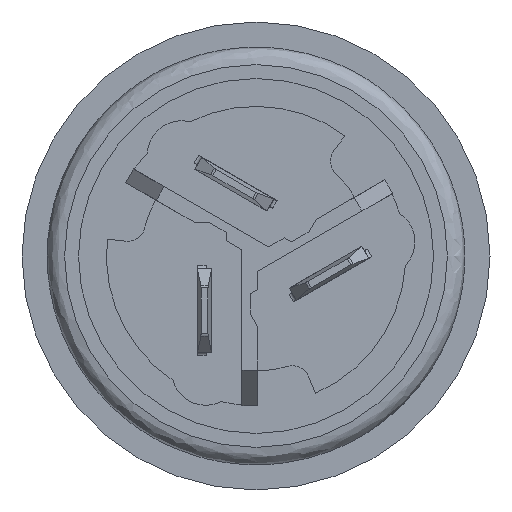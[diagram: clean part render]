
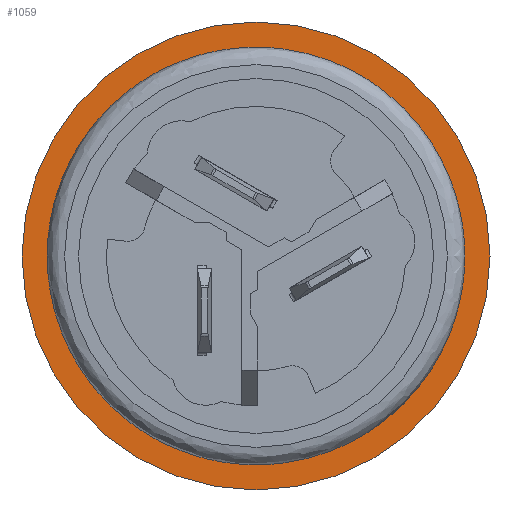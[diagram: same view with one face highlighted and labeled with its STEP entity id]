
A CAD part, front view. The second image highlights one B-rep face of the part: STEP entity #1059.
In plain terms, the highlighted planar face has unit normal (0, -1, 0).
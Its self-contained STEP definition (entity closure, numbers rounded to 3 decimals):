
#802=PLANE('',#3854);
#905=FACE_BOUND('',#1411,.T.);
#906=FACE_BOUND('',#1412,.T.);
#1059=ADVANCED_FACE('',(#905,#906),#802,.T.);
#1411=EDGE_LOOP('',(#2615));
#1412=EDGE_LOOP('',(#2616));
#2615=ORIENTED_EDGE('',*,*,#3366,.T.);
#2616=ORIENTED_EDGE('',*,*,#3365,.T.);
#2966=VERTEX_POINT('',#6223);
#2967=VERTEX_POINT('',#6226);
#3365=EDGE_CURVE('',#2966,#2966,#3482,.T.);
#3366=EDGE_CURVE('',#2967,#2967,#3483,.T.);
#3482=CIRCLE('',#3851,13.45);
#3483=CIRCLE('',#3853,11.);
#3851=AXIS2_PLACEMENT_3D('',#6222,#4573,#4574);
#3853=AXIS2_PLACEMENT_3D('',#6225,#4577,#4578);
#3854=AXIS2_PLACEMENT_3D('',#6227,#4579,#4580);
#4573=DIRECTION('',(0.,-1.,0.));
#4574=DIRECTION('',(1.,0.,0.));
#4577=DIRECTION('',(0.,1.,0.));
#4578=DIRECTION('',(1.,0.,0.));
#4579=DIRECTION('',(0.,-1.,0.));
#4580=DIRECTION('',(0.,0.,1.));
#6222=CARTESIAN_POINT('',(-87.287,-63.785,0.));
#6223=CARTESIAN_POINT('',(-73.837,-63.785,0.));
#6225=CARTESIAN_POINT('',(-87.287,-63.785,0.));
#6226=CARTESIAN_POINT('',(-76.287,-63.785,0.));
#6227=CARTESIAN_POINT('',(-72.492,-63.785,-14.795));
